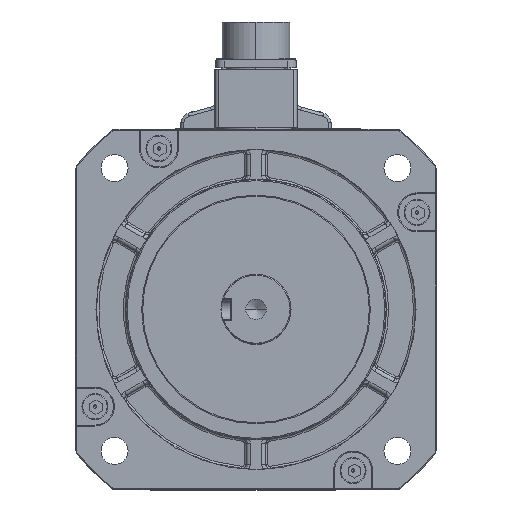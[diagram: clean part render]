
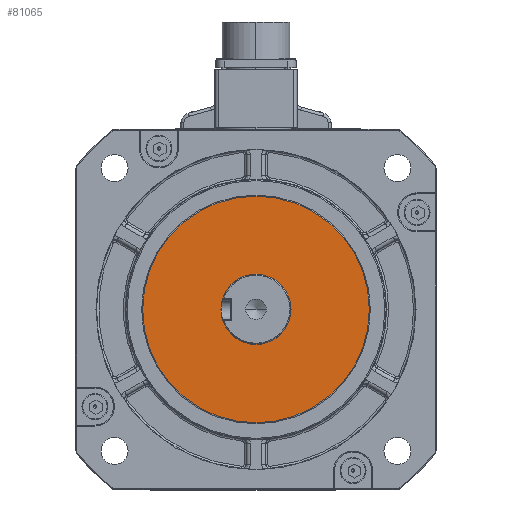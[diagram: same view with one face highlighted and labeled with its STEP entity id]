
A CAD part, top view. The second image highlights one B-rep face of the part: STEP entity #81065.
In plain terms, the highlighted planar face has unit normal (0, 0, 1).
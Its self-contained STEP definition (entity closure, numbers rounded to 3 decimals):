
#1525 = CARTESIAN_POINT ( 'NONE',  ( 0., 0., 70.2 ) ) ;
#11408 = ORIENTED_EDGE ( 'NONE', *, *, #75344, .T. ) ;
#12843 = AXIS2_PLACEMENT_3D ( 'NONE', #1525, #37165, #43639 ) ;
#14187 = DIRECTION ( 'NONE',  ( 0., 0., -1. ) ) ;
#15450 = CARTESIAN_POINT ( 'NONE',  ( 56.65, 0., 70.2 ) ) ;
#20022 = CIRCLE ( 'NONE', #79287, 17.3 ) ;
#20960 = AXIS2_PLACEMENT_3D ( 'NONE', #48467, #61946, #26992 ) ;
#21062 = AXIS2_PLACEMENT_3D ( 'NONE', #73217, #73509, #65560 ) ;
#22699 = VERTEX_POINT ( 'NONE', #15450 ) ;
#25196 = CIRCLE ( 'NONE', #37206, 56.65 ) ;
#26992 = DIRECTION ( 'NONE',  ( 1., 0., 0. ) ) ;
#27797 = ORIENTED_EDGE ( 'NONE', *, *, #27845, .T. ) ;
#27845 = EDGE_CURVE ( 'NONE', #83082, #50784, #33928, .T. ) ;
#29999 = CARTESIAN_POINT ( 'NONE',  ( 0., -17.3, 70.2 ) ) ;
#30343 = CARTESIAN_POINT ( 'NONE',  ( -56.65, 0., 70.2 ) ) ;
#30616 = DIRECTION ( 'NONE',  ( 0., 0., 1. ) ) ;
#33928 = CIRCLE ( 'NONE', #12843, 17.3 ) ;
#34303 = CARTESIAN_POINT ( 'NONE',  ( 0., 17.3, 70.2 ) ) ;
#37165 = DIRECTION ( 'NONE',  ( 0., 0., -1. ) ) ;
#37206 = AXIS2_PLACEMENT_3D ( 'NONE', #65602, #30616, #72958 ) ;
#38602 = EDGE_LOOP ( 'NONE', ( #68561, #73510 ) ) ;
#39145 = FACE_BOUND ( 'NONE', #70786, .T. ) ;
#42201 = EDGE_CURVE ( 'NONE', #62000, #22699, #46930, .T. ) ;
#43639 = DIRECTION ( 'NONE',  ( 0., 1., 0. ) ) ;
#46930 = CIRCLE ( 'NONE', #21062, 56.65 ) ;
#48467 = CARTESIAN_POINT ( 'NONE',  ( 52.5, 0., 70.2 ) ) ;
#48765 = PLANE ( 'NONE',  #20960 ) ;
#50784 = VERTEX_POINT ( 'NONE', #34303 ) ;
#61946 = DIRECTION ( 'NONE',  ( 0., 0., 1. ) ) ;
#62000 = VERTEX_POINT ( 'NONE', #30343 ) ;
#65560 = DIRECTION ( 'NONE',  ( 1., 0., 0. ) ) ;
#65602 = CARTESIAN_POINT ( 'NONE',  ( 0., 0., 70.2 ) ) ;
#68561 = ORIENTED_EDGE ( 'NONE', *, *, #42201, .T. ) ;
#70786 = EDGE_LOOP ( 'NONE', ( #11408, #27797 ) ) ;
#70971 = DIRECTION ( 'NONE',  ( 0., 1., 0. ) ) ;
#72958 = DIRECTION ( 'NONE',  ( 1., 0., 0. ) ) ;
#73217 = CARTESIAN_POINT ( 'NONE',  ( 0., 0., 70.2 ) ) ;
#73509 = DIRECTION ( 'NONE',  ( 0., 0., 1. ) ) ;
#73510 = ORIENTED_EDGE ( 'NONE', *, *, #87118, .T. ) ;
#75344 = EDGE_CURVE ( 'NONE', #50784, #83082, #20022, .T. ) ;
#77126 = CARTESIAN_POINT ( 'NONE',  ( 0., 0., 70.2 ) ) ;
#79287 = AXIS2_PLACEMENT_3D ( 'NONE', #77126, #14187, #70971 ) ;
#79769 = FACE_OUTER_BOUND ( 'NONE', #38602, .T. ) ;
#81065 = ADVANCED_FACE ( 'NONE', ( #39145, #79769 ), #48765, .T. ) ;
#83082 = VERTEX_POINT ( 'NONE', #29999 ) ;
#87118 = EDGE_CURVE ( 'NONE', #22699, #62000, #25196, .T. ) ;
